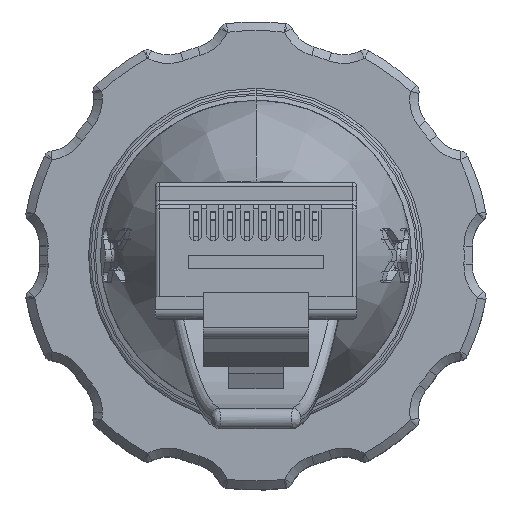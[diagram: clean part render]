
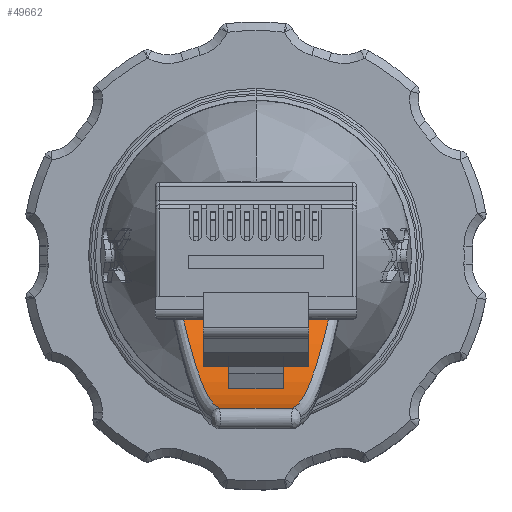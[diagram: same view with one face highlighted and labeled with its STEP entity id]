
A CAD part, top view. The second image highlights one B-rep face of the part: STEP entity #49662.
In plain terms, the highlighted cylindrical face has radius 12.299 mm (diameter 24.598 mm), a partial arc.
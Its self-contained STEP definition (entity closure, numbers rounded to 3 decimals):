
#868 = CARTESIAN_POINT ( 'NONE',  ( 2.098, -9.122, 176.296 ) ) ;
#1686 = EDGE_CURVE ( 'NONE', #21509, #35017, #58205, .T. ) ;
#2215 = CARTESIAN_POINT ( 'NONE',  ( 3.766, -5.697, 168.383 ) ) ;
#3967 = CARTESIAN_POINT ( 'NONE',  ( -2.098, -9.122, 176.296 ) ) ;
#4183 = CARTESIAN_POINT ( 'NONE',  ( -4.114, -4.317, 167.152 ) ) ;
#4493 = VECTOR ( 'NONE', #4670, 1000. ) ;
#4670 = DIRECTION ( 'NONE',  ( -1., 0., 0. ) ) ;
#5035 = EDGE_CURVE ( 'NONE', #35017, #11524, #45168, .T. ) ;
#7419 = CARTESIAN_POINT ( 'NONE',  ( 3.503, -6.6, 169.431 ) ) ;
#9184 = CARTESIAN_POINT ( 'NONE',  ( -2.446, -8.894, 174.448 ) ) ;
#10274 = CARTESIAN_POINT ( 'NONE',  ( 4.201, -3.936, 166.883 ) ) ;
#11524 = VERTEX_POINT ( 'NONE', #53926 ) ;
#12459 = CARTESIAN_POINT ( 'NONE',  ( 2.098, -9.122, 176.296 ) ) ;
#12578 = CARTESIAN_POINT ( 'NONE',  ( 3.237, -7.386, 170.586 ) ) ;
#14361 = CARTESIAN_POINT ( 'NONE',  ( -2.799, -8.408, 172.651 ) ) ;
#16670 = B_SPLINE_CURVE_WITH_KNOTS ( 'NONE', 3,
 ( #58888, #22780, #64134, #33131, #2215, #38326, #7419, #43552, #12578, #48748, #17815, #53883, #22996, #59112, #28185, #64345 ),
 .UNSPECIFIED., .F., .F.,
 ( 4, 2, 2, 2, 2, 2, 2, 4 ),
 ( 0.064, 0.181, 0.298, 0.415, 0.532, 0.766, 0.883, 1. ),
 .UNSPECIFIED. ) ;
#17815 = CARTESIAN_POINT ( 'NONE',  ( 2.799, -8.408, 172.651 ) ) ;
#19567 = CARTESIAN_POINT ( 'NONE',  ( -3.237, -7.386, 170.586 ) ) ;
#21509 = VERTEX_POINT ( 'NONE', #12459 ) ;
#22780 = CARTESIAN_POINT ( 'NONE',  ( 4.114, -4.317, 167.152 ) ) ;
#22996 = CARTESIAN_POINT ( 'NONE',  ( 2.446, -8.894, 174.448 ) ) ;
#23091 = ORIENTED_EDGE ( 'NONE', *, *, #5035, .F. ) ;
#24734 = CARTESIAN_POINT ( 'NONE',  ( -3.503, -6.6, 169.431 ) ) ;
#26367 = EDGE_LOOP ( 'NONE', ( #37054, #51060, #23091, #34504 ) ) ;
#28185 = CARTESIAN_POINT ( 'NONE',  ( 2.185, -9.098, 175.829 ) ) ;
#29941 = CARTESIAN_POINT ( 'NONE',  ( -3.766, -5.697, 168.383 ) ) ;
#32750 = EDGE_CURVE ( 'NONE', #37069, #11524, #44122, .T. ) ;
#33131 = CARTESIAN_POINT ( 'NONE',  ( 3.853, -5.371, 168.057 ) ) ;
#34313 = DIRECTION ( 'NONE',  ( -1., 0., 0. ) ) ;
#34504 = ORIENTED_EDGE ( 'NONE', *, *, #1686, .F. ) ;
#34924 = CARTESIAN_POINT ( 'NONE',  ( -2.185, -9.098, 175.829 ) ) ;
#35017 = VERTEX_POINT ( 'NONE', #43058 ) ;
#35149 = CARTESIAN_POINT ( 'NONE',  ( -4.027, -4.682, 167.442 ) ) ;
#37054 = ORIENTED_EDGE ( 'NONE', *, *, #51275, .F. ) ;
#37069 = VERTEX_POINT ( 'NONE', #10274 ) ;
#38326 = CARTESIAN_POINT ( 'NONE',  ( 3.591, -6.311, 169.069 ) ) ;
#40081 = CARTESIAN_POINT ( 'NONE',  ( -2.272, -9.048, 175.367 ) ) ;
#40330 = CARTESIAN_POINT ( 'NONE',  ( -4.201, -3.936, 166.883 ) ) ;
#41500 = CARTESIAN_POINT ( 'NONE',  ( 3.378, -3.936, 166.883 ) ) ;
#42252 = AXIS2_PLACEMENT_3D ( 'NONE', #65295, #34313, #60296 ) ;
#43058 = CARTESIAN_POINT ( 'NONE',  ( -2.098, -9.122, 176.296 ) ) ;
#43552 = CARTESIAN_POINT ( 'NONE',  ( 3.326, -7.138, 170.191 ) ) ;
#44122 = LINE ( 'NONE', #41500, #4493 ) ;
#45168 = B_SPLINE_CURVE_WITH_KNOTS ( 'NONE', 3,
 ( #3967, #34924, #40081, #9184, #45301, #14361, #50491, #19567, #55683, #24734, #60895, #29941, #66101, #35149, #4183, #40330 ),
 .UNSPECIFIED., .F., .F.,
 ( 4, 2, 2, 2, 2, 2, 2, 4 ),
 ( 0., 0.117, 0.234, 0.468, 0.585, 0.702, 0.819, 0.936 ),
 .UNSPECIFIED. ) ;
#45301 = CARTESIAN_POINT ( 'NONE',  ( -2.535, -8.791, 173.992 ) ) ;
#46730 = CYLINDRICAL_SURFACE ( 'NONE', #42252, 12.299 ) ;
#47383 = DIRECTION ( 'NONE',  ( -1., 0., 0. ) ) ;
#48748 = CARTESIAN_POINT ( 'NONE',  ( 2.973, -8.057, 171.799 ) ) ;
#49662 = ADVANCED_FACE ( 'NONE', ( #65353 ), #46730, .F. ) ;
#50491 = CARTESIAN_POINT ( 'NONE',  ( -2.973, -8.057, 171.799 ) ) ;
#51060 = ORIENTED_EDGE ( 'NONE', *, *, #32750, .T. ) ;
#51275 = EDGE_CURVE ( 'NONE', #37069, #21509, #16670, .T. ) ;
#53883 = CARTESIAN_POINT ( 'NONE',  ( 2.535, -8.791, 173.992 ) ) ;
#53926 = CARTESIAN_POINT ( 'NONE',  ( -4.201, -3.936, 166.883 ) ) ;
#55683 = CARTESIAN_POINT ( 'NONE',  ( -3.326, -7.138, 170.191 ) ) ;
#56583 = VECTOR ( 'NONE', #47383, 1000. ) ;
#58205 = LINE ( 'NONE', #868, #56583 ) ;
#58888 = CARTESIAN_POINT ( 'NONE',  ( 4.201, -3.936, 166.883 ) ) ;
#59112 = CARTESIAN_POINT ( 'NONE',  ( 2.272, -9.048, 175.367 ) ) ;
#60296 = DIRECTION ( 'NONE',  ( 0., -0.525, -0.851 ) ) ;
#60895 = CARTESIAN_POINT ( 'NONE',  ( -3.591, -6.311, 169.069 ) ) ;
#64134 = CARTESIAN_POINT ( 'NONE',  ( 4.027, -4.682, 167.442 ) ) ;
#64345 = CARTESIAN_POINT ( 'NONE',  ( 2.098, -9.122, 176.296 ) ) ;
#65295 = CARTESIAN_POINT ( 'NONE',  ( 3.378, 3.161, 176.928 ) ) ;
#65353 = FACE_OUTER_BOUND ( 'NONE', #26367, .T. ) ;
#66101 = CARTESIAN_POINT ( 'NONE',  ( -3.853, -5.371, 168.057 ) ) ;
